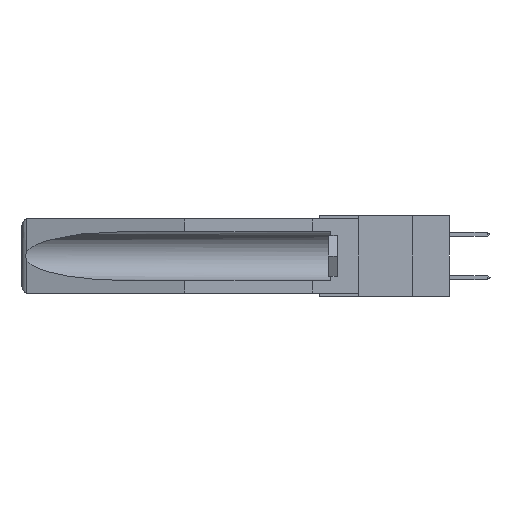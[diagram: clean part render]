
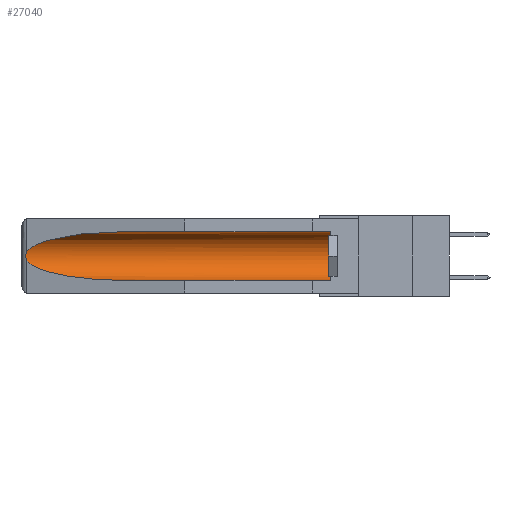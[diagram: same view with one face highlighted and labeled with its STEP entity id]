
A CAD part, left-side view. The second image highlights one B-rep face of the part: STEP entity #27040.
In plain terms, the highlighted cylindrical face has radius 2.857 mm (diameter 5.715 mm), a partial arc.
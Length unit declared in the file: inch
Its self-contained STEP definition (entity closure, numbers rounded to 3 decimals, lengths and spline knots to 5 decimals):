
#483 = CARTESIAN_POINT ( 'NONE',  ( 0.26537, 1.52718, -0.14972 ) ) ;
#1362 = ORIENTED_EDGE ( 'NONE', *, *, #24574, .T. ) ;
#1613 = CARTESIAN_POINT ( 'NONE',  ( 0.155, 1.07973, -0.284 ) ) ;
#1849 = CARTESIAN_POINT ( 'NONE',  ( 0.26597, 1.52961, -0.15275 ) ) ;
#3432 = ORIENTED_EDGE ( 'NONE', *, *, #15891, .T. ) ;
#3510 = CARTESIAN_POINT ( 'NONE',  ( 0.26537, 1.52718, -0.14972 ) ) ;
#3643 = CARTESIAN_POINT ( 'NONE',  ( 0.26655, 1.53094, -0.18657 ) ) ;
#4030 = CARTESIAN_POINT ( 'NONE',  ( 0.2675, 1.53308, -0.16763 ) ) ;
#4091 = CIRCLE ( 'NONE', #15846, 0.1125 ) ;
#4595 = CARTESIAN_POINT ( 'NONE',  ( 0.21114, 1.30732, -0.059 ) ) ;
#4801 = CARTESIAN_POINT ( 'NONE',  ( 0.155, 1.07973, -0.059 ) ) ;
#5546 = CARTESIAN_POINT ( 'NONE',  ( 0.155, 0.126, -0.1715 ) ) ;
#5550 = CARTESIAN_POINT ( 'NONE',  ( 0.155, 1.07973, -0.284 ) ) ;
#5700 = ORIENTED_EDGE ( 'NONE', *, *, #22844, .T. ) ;
#5929 = CARTESIAN_POINT ( 'NONE',  ( 0.2673, 1.5327, -0.16383 ) ) ;
#6125 = CARTESIAN_POINT ( 'NONE',  ( 0.26537, 1.52718, -0.14972 ) ) ;
#6838 = EDGE_CURVE ( 'NONE', #24047, #15346, #22115, .T. ) ;
#7464 = ORIENTED_EDGE ( 'NONE', *, *, #21303, .T. ) ;
#8107 = CARTESIAN_POINT ( 'NONE',  ( 0.26597, 1.5296, -0.19026 ) ) ;
#9270 = CARTESIAN_POINT ( 'NONE',  ( 0.155, -0.30754, -0.284 ) ) ;
#9814 = VECTOR ( 'NONE', #26281, 39.37008 ) ;
#10561 = VERTEX_POINT ( 'NONE', #22433 ) ;
#11105 = CARTESIAN_POINT ( 'NONE',  ( 0.155, -0.30754, -0.059 ) ) ;
#11131 = CARTESIAN_POINT ( 'NONE',  ( 0.155, -0.30754, -0.1715 ) ) ;
#11421 = DIRECTION ( 'NONE',  ( 0., 1., 0. ) ) ;
#11948 = DIRECTION ( 'NONE',  ( 0., 0., 1. ) ) ;
#12032 = DIRECTION ( 'NONE',  ( 0., -1., 0. ) ) ;
#12204 = VERTEX_POINT ( 'NONE', #5550 ) ;
#12350 = ORIENTED_EDGE ( 'NONE', *, *, #24488, .F. ) ;
#12399 = CARTESIAN_POINT ( 'NONE',  ( 0.21114, 1.30732, -0.284 ) ) ;
#14413 = CARTESIAN_POINT ( 'NONE',  ( 0.25451, 1.48313, -0.24835 ) ) ;
#15346 = VERTEX_POINT ( 'NONE', #4801 ) ;
#15846 = AXIS2_PLACEMENT_3D ( 'NONE', #5546, #12032, #11948 ) ;
#15891 = EDGE_CURVE ( 'NONE', #26630, #10561, #19316, .T. ) ;
#16458 =( BOUNDED_CURVE ( )  B_SPLINE_CURVE ( 3, ( #25284, #14413, #12399, #1613 ),
 .UNSPECIFIED., .F., .F. ) 
 B_SPLINE_CURVE_WITH_KNOTS ( ( 4, 4 ),
 ( 0.1948, 1.5708 ),
 .UNSPECIFIED. ) 
 CURVE ( )  GEOMETRIC_REPRESENTATION_ITEM ( )  RATIONAL_B_SPLINE_CURVE ( ( 1., 0.848, 0.848, 1. ) ) 
 REPRESENTATION_ITEM ( '' )  );
#16697 = LINE ( 'NONE', #9270, #21799 ) ;
#17096 = CARTESIAN_POINT ( 'NONE',  ( 0.26654, 1.53092, -0.15636 ) ) ;
#17866 = VERTEX_POINT ( 'NONE', #18152 ) ;
#18152 = CARTESIAN_POINT ( 'NONE',  ( 0.155, 0.126, -0.284 ) ) ;
#19241 = CARTESIAN_POINT ( 'NONE',  ( 0.26537, 1.52718, -0.19328 ) ) ;
#19297 = EDGE_LOOP ( 'NONE', ( #5700, #3432, #7464, #12350, #1362, #26550 ) ) ;
#19316 = B_SPLINE_CURVE_WITH_KNOTS ( 'NONE', 3,
 ( #6125, #1849, #17096, #5929, #4030, #23451, #21160, #3643, #8107, #19241 ),
 .UNSPECIFIED., .F., .F.,
 ( 4, 2, 2, 2, 4 ),
 ( 0., 0.00029, 0.00058, 0.00087, 0.00117 ),
 .UNSPECIFIED. ) ;
#19805 = CARTESIAN_POINT ( 'NONE',  ( 0.25451, 1.48313, -0.09465 ) ) ;
#20999 = FACE_OUTER_BOUND ( 'NONE', #19297, .T. ) ;
#21160 = CARTESIAN_POINT ( 'NONE',  ( 0.2673, 1.53269, -0.17917 ) ) ;
#21303 = EDGE_CURVE ( 'NONE', #10561, #12204, #16458, .T. ) ;
#21431 =( BOUNDED_CURVE ( )  B_SPLINE_CURVE ( 3, ( #24358, #4595, #19805, #483 ),
 .UNSPECIFIED., .F., .F. ) 
 B_SPLINE_CURVE_WITH_KNOTS ( ( 4, 4 ),
 ( 4.71239, 6.08839 ),
 .UNSPECIFIED. ) 
 CURVE ( )  GEOMETRIC_REPRESENTATION_ITEM ( )  RATIONAL_B_SPLINE_CURVE ( ( 1., 0.848, 0.848, 1. ) ) 
 REPRESENTATION_ITEM ( '' )  );
#21799 = VECTOR ( 'NONE', #24749, 39.37008 ) ;
#22115 = LINE ( 'NONE', #11105, #9814 ) ;
#22433 = CARTESIAN_POINT ( 'NONE',  ( 0.26537, 1.52718, -0.19328 ) ) ;
#22844 = EDGE_CURVE ( 'NONE', #15346, #26630, #21431, .T. ) ;
#23451 = CARTESIAN_POINT ( 'NONE',  ( 0.2675, 1.53308, -0.17534 ) ) ;
#24047 = VERTEX_POINT ( 'NONE', #26506 ) ;
#24358 = CARTESIAN_POINT ( 'NONE',  ( 0.155, 1.07973, -0.059 ) ) ;
#24488 = EDGE_CURVE ( 'NONE', #17866, #12204, #16697, .T. ) ;
#24510 = DIRECTION ( 'NONE',  ( 0., 0., 1. ) ) ;
#24574 = EDGE_CURVE ( 'NONE', #17866, #24047, #4091, .T. ) ;
#24749 = DIRECTION ( 'NONE',  ( 0., 1., 0. ) ) ;
#25073 = CYLINDRICAL_SURFACE ( 'NONE', #28049, 0.1125 ) ;
#25284 = CARTESIAN_POINT ( 'NONE',  ( 0.26537, 1.52718, -0.19328 ) ) ;
#26281 = DIRECTION ( 'NONE',  ( 0., 1., 0. ) ) ;
#26506 = CARTESIAN_POINT ( 'NONE',  ( 0.155, 0.126, -0.059 ) ) ;
#26550 = ORIENTED_EDGE ( 'NONE', *, *, #6838, .T. ) ;
#26630 = VERTEX_POINT ( 'NONE', #3510 ) ;
#27040 = ADVANCED_FACE ( 'NONE', ( #20999 ), #25073, .F. ) ;
#28049 = AXIS2_PLACEMENT_3D ( 'NONE', #11131, #11421, #24510 ) ;
